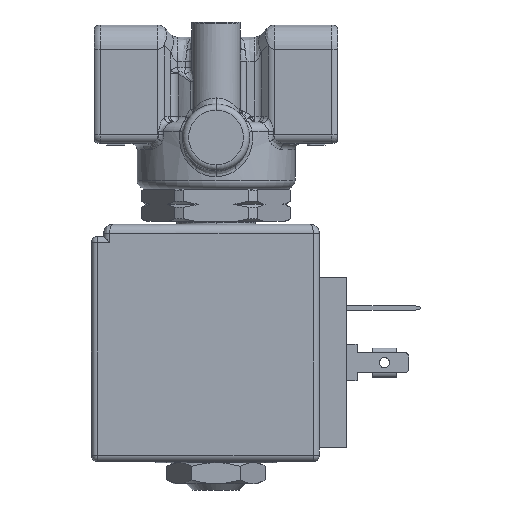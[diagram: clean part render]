
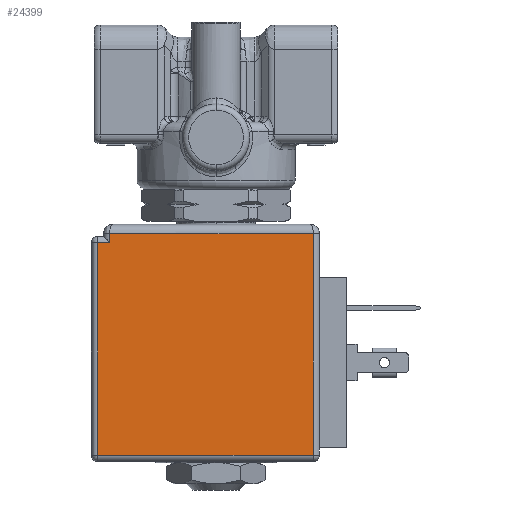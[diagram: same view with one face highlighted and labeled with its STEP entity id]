
A CAD part, front view. The second image highlights one B-rep face of the part: STEP entity #24399.
In plain terms, the highlighted face is planar.
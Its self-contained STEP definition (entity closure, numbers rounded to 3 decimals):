
#21813=DIRECTION('',(1.,0.,0.));
#21814=VECTOR('',#21813,33.5);
#21815=CARTESIAN_POINT('',(-16.,-3.5,
15.));
#21816=LINE('',#21815,#21814);
#21820=DIRECTION('',(0.,1.,0.));
#21821=VECTOR('',#21820,36.5);
#21822=CARTESIAN_POINT('',(-16.,-3.5,
15.));
#21823=LINE('',#21822,#21821);
#21827=DIRECTION('',(-1.,0.,0.));
#21828=VECTOR('',#21827,35.5);
#21829=CARTESIAN_POINT('',(19.5,33.,15.));
#21830=LINE('',#21829,#21828);
#21834=DIRECTION('',(0.,1.,0.));
#21835=VECTOR('',#21834,35.);
#21836=CARTESIAN_POINT('',(19.5,-2.,15.));
#21837=LINE('',#21836,#21835);
#21841=DIRECTION('',(1.,0.,0.));
#21842=VECTOR('',#21841,2.);
#21843=CARTESIAN_POINT('',(17.5,-2.,15.));
#21844=LINE('',#21843,#21842);
#21848=DIRECTION('',(0.,1.,0.));
#21849=VECTOR('',#21848,1.5);
#21850=CARTESIAN_POINT('',(17.5,-3.5,
15.));
#21851=LINE('',#21850,#21849);
#21929=CARTESIAN_POINT('',(17.5,-2.,15.));
#23688=CARTESIAN_POINT('',(-16.,-3.5,
15.));
#23689=CARTESIAN_POINT('',(17.5,-3.5,
15.));
#23690=VERTEX_POINT('',#23688);
#23691=VERTEX_POINT('',#23689);
#23706=CARTESIAN_POINT('',(-16.,33.,15.));
#23707=VERTEX_POINT('',#23706);
#23716=CARTESIAN_POINT('',(19.5,33.,15.));
#23717=VERTEX_POINT('',#23716);
#23730=CARTESIAN_POINT('',(19.5,-2.,15.));
#23731=VERTEX_POINT('',#23730);
#23733=VERTEX_POINT('',#21929);
#24381=CARTESIAN_POINT('',(0.,34.,15.));
#24382=DIRECTION('',(0.,0.,1.));
#24383=DIRECTION('',(1.,0.,0.));
#24384=AXIS2_PLACEMENT_3D('',#24381,#24382,#24383);
#24385=PLANE('',#24384);
#24387=ORIENTED_EDGE('',*,*,#24386,.F.);
#24388=ORIENTED_EDGE('',*,*,#24369,.T.);
#24390=ORIENTED_EDGE('',*,*,#24389,.F.);
#24392=ORIENTED_EDGE('',*,*,#24391,.F.);
#24394=ORIENTED_EDGE('',*,*,#24393,.F.);
#24396=ORIENTED_EDGE('',*,*,#24395,.F.);
#24397=EDGE_LOOP('',(#24387,#24388,#24390,#24392,#24394,#24396));
#24398=FACE_OUTER_BOUND('',#24397,.F.);
#24399=ADVANCED_FACE('',(#24398),#24385,.T.);
#24369=EDGE_CURVE('',#23690,#23707,#21823,.T.);
#24386=EDGE_CURVE('',#23690,#23691,#21816,.T.);
#24389=EDGE_CURVE('',#23717,#23707,#21830,.T.);
#24391=EDGE_CURVE('',#23731,#23717,#21837,.T.);
#24393=EDGE_CURVE('',#23733,#23731,#21844,.T.);
#24395=EDGE_CURVE('',#23691,#23733,#21851,.T.);
